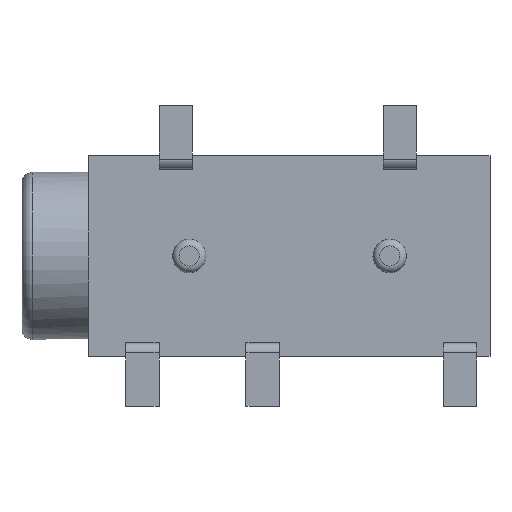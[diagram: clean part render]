
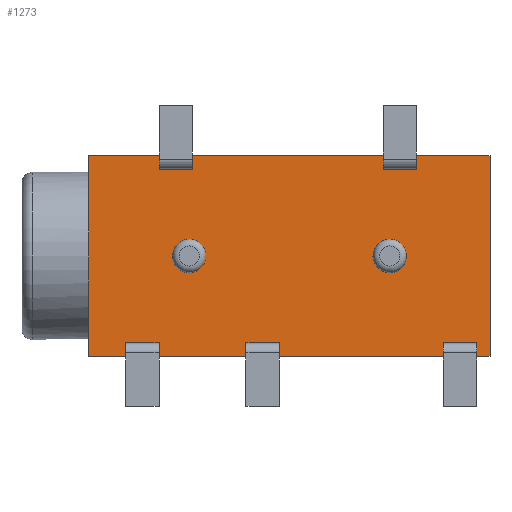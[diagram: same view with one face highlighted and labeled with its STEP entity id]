
A CAD part, front view. The second image highlights one B-rep face of the part: STEP entity #1273.
In plain terms, the highlighted planar face has unit normal (0, -1, 0).
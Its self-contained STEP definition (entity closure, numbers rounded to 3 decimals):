
#11 = VECTOR ( 'NONE', #288, 1000. ) ;
#25 = EDGE_CURVE ( 'NONE', #1232, #1342, #841, .T. ) ;
#26 = CARTESIAN_POINT ( 'NONE',  ( -5., 0.3, -3. ) ) ;
#34 = CARTESIAN_POINT ( 'NONE',  ( -5., 0.3, 1.187 ) ) ;
#35 = EDGE_CURVE ( 'NONE', #1439, #1487, #1443, .T. ) ;
#51 = VECTOR ( 'NONE', #1392, 1000. ) ;
#85 = EDGE_CURVE ( 'NONE', #232, #1232, #1354, .T. ) ;
#101 = CIRCLE ( 'NONE', #852, 0.5 ) ;
#114 = EDGE_CURVE ( 'NONE', #1625, #1625, #1401, .T. ) ;
#132 = DIRECTION ( 'NONE',  ( -1., 0., 0. ) ) ;
#143 = CARTESIAN_POINT ( 'NONE',  ( -5., 0.3, 3. ) ) ;
#210 = CARTESIAN_POINT ( 'NONE',  ( 4., 0.3, 0.5 ) ) ;
#232 = VERTEX_POINT ( 'NONE', #918 ) ;
#256 = CARTESIAN_POINT ( 'NONE',  ( 7., 0.3, -3. ) ) ;
#266 = DIRECTION ( 'NONE',  ( 0., 0., -1. ) ) ;
#272 = LINE ( 'NONE', #1171, #1483 ) ;
#288 = DIRECTION ( 'NONE',  ( -1., 0., 0. ) ) ;
#317 = EDGE_CURVE ( 'NONE', #232, #1424, #272, .T. ) ;
#347 = DIRECTION ( 'NONE',  ( 0., -1., 0. ) ) ;
#349 = EDGE_CURVE ( 'NONE', #1424, #1439, #1608, .T. ) ;
#352 = VECTOR ( 'NONE', #266, 1000. ) ;
#382 = PLANE ( 'NONE',  #1386 ) ;
#386 = LINE ( 'NONE', #1602, #352 ) ;
#395 = FACE_OUTER_BOUND ( 'NONE', #645, .T. ) ;
#491 = DIRECTION ( 'NONE',  ( 0., 0., 1. ) ) ;
#540 = EDGE_LOOP ( 'NONE', ( #757 ) ) ;
#615 = DIRECTION ( 'NONE',  ( 0., 0., -1. ) ) ;
#645 = EDGE_LOOP ( 'NONE', ( #886, #1456, #1094, #1576, #945, #939 ) ) ;
#686 = CARTESIAN_POINT ( 'NONE',  ( -5., 0.3, 3. ) ) ;
#746 = CARTESIAN_POINT ( 'NONE',  ( 7., 0.3, 3. ) ) ;
#757 = ORIENTED_EDGE ( 'NONE', *, *, #1644, .F. ) ;
#777 = DIRECTION ( 'NONE',  ( 0., 1., 0. ) ) ;
#785 = CARTESIAN_POINT ( 'NONE',  ( 7., 0.3, -3. ) ) ;
#839 = DIRECTION ( 'NONE',  ( 0., 0., 1. ) ) ;
#841 = LINE ( 'NONE', #785, #11 ) ;
#852 = AXIS2_PLACEMENT_3D ( 'NONE', #1105, #1376, #839 ) ;
#861 = VECTOR ( 'NONE', #1339, 1000. ) ;
#866 = EDGE_LOOP ( 'NONE', ( #1621 ) ) ;
#885 = DIRECTION ( 'NONE',  ( 0., 0., 1. ) ) ;
#886 = ORIENTED_EDGE ( 'NONE', *, *, #349, .T. ) ;
#918 = CARTESIAN_POINT ( 'NONE',  ( 7., 0.3, 3. ) ) ;
#939 = ORIENTED_EDGE ( 'NONE', *, *, #317, .T. ) ;
#945 = ORIENTED_EDGE ( 'NONE', *, *, #85, .F. ) ;
#1004 = CARTESIAN_POINT ( 'NONE',  ( -2., 0.3, 0.5 ) ) ;
#1072 = FACE_BOUND ( 'NONE', #540, .T. ) ;
#1094 = ORIENTED_EDGE ( 'NONE', *, *, #1520, .T. ) ;
#1105 = CARTESIAN_POINT ( 'NONE',  ( -2., 0.3, 0. ) ) ;
#1109 = VERTEX_POINT ( 'NONE', #1004 ) ;
#1155 = CARTESIAN_POINT ( 'NONE',  ( 4., 0.3, 0. ) ) ;
#1171 = CARTESIAN_POINT ( 'NONE',  ( 7., 0.3, 3. ) ) ;
#1232 = VERTEX_POINT ( 'NONE', #256 ) ;
#1246 = FACE_BOUND ( 'NONE', #866, .T. ) ;
#1273 = ADVANCED_FACE ( 'NONE', ( #1246, #1072, #395 ), #382, .F. ) ;
#1339 = DIRECTION ( 'NONE',  ( 0., 0., -1. ) ) ;
#1342 = VERTEX_POINT ( 'NONE', #26 ) ;
#1347 = CARTESIAN_POINT ( 'NONE',  ( -5., 0.3, -1.187 ) ) ;
#1354 = LINE ( 'NONE', #746, #1671 ) ;
#1376 = DIRECTION ( 'NONE',  ( 0., -1., 0. ) ) ;
#1386 = AXIS2_PLACEMENT_3D ( 'NONE', #1581, #777, #491 ) ;
#1392 = DIRECTION ( 'NONE',  ( 0., 0., -1. ) ) ;
#1401 = CIRCLE ( 'NONE', #1624, 0.5 ) ;
#1424 = VERTEX_POINT ( 'NONE', #686 ) ;
#1439 = VERTEX_POINT ( 'NONE', #34 ) ;
#1443 = LINE ( 'NONE', #1682, #51 ) ;
#1456 = ORIENTED_EDGE ( 'NONE', *, *, #35, .T. ) ;
#1483 = VECTOR ( 'NONE', #132, 1000. ) ;
#1487 = VERTEX_POINT ( 'NONE', #1347 ) ;
#1520 = EDGE_CURVE ( 'NONE', #1487, #1342, #386, .T. ) ;
#1576 = ORIENTED_EDGE ( 'NONE', *, *, #25, .F. ) ;
#1581 = CARTESIAN_POINT ( 'NONE',  ( 7., 0.3, 3. ) ) ;
#1602 = CARTESIAN_POINT ( 'NONE',  ( -5., 0.3, 3. ) ) ;
#1608 = LINE ( 'NONE', #143, #861 ) ;
#1621 = ORIENTED_EDGE ( 'NONE', *, *, #114, .F. ) ;
#1624 = AXIS2_PLACEMENT_3D ( 'NONE', #1155, #347, #885 ) ;
#1625 = VERTEX_POINT ( 'NONE', #210 ) ;
#1644 = EDGE_CURVE ( 'NONE', #1109, #1109, #101, .T. ) ;
#1671 = VECTOR ( 'NONE', #615, 1000. ) ;
#1682 = CARTESIAN_POINT ( 'NONE',  ( -5., 0.3, 3. ) ) ;
